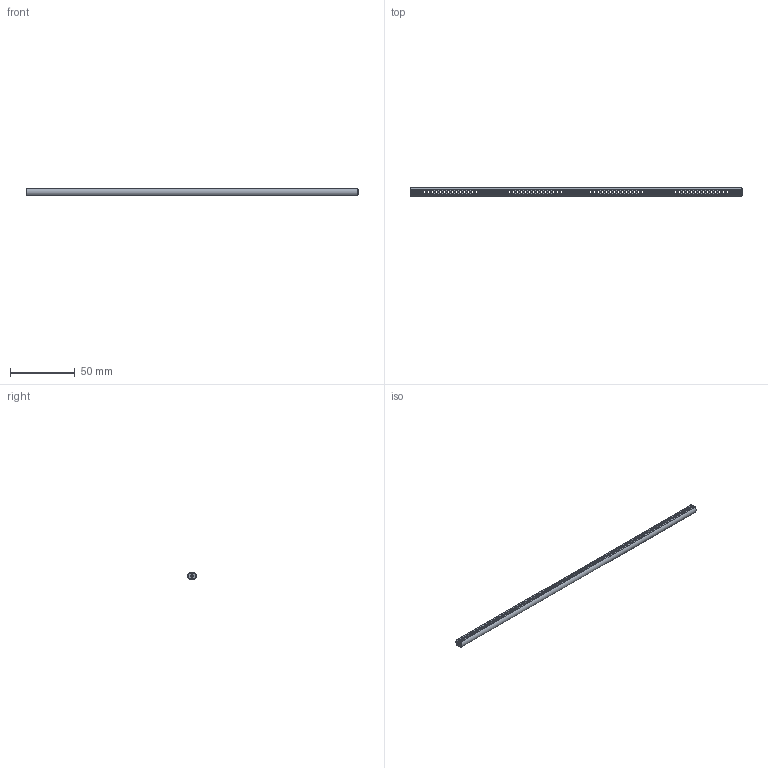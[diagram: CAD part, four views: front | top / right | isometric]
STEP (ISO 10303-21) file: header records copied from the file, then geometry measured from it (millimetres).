
FILE_DESCRIPTION(('FreeCAD Model'),'2;1');
FILE_NAME('Open CASCADE Shape Model','2024-06-18T15:42:07',(''),(''), 'Open CASCADE STEP processor 7.6','FreeCAD','Unknown');
FILE_SCHEMA(('AUTOMOTIVE_DESIGN { 1 0 10303 214 1 1 1 1 }'));
Length unit declared in the file: millimetre
Products named in the file (1): Shaft IDX BU20.50 - SPN-SFT-0202 (stemfie.org)
Bounding box: 256.25 x 6.6 x 5 mm (x, y, z)
Volume: 5848.9 mm3; surface area: 7359 mm2
Topology: 1 solids, 1 shells, 885 faces, 2727 edges, 1706 vertices
Faces by surface type: plane 308, cylinder 249, cone 168, extrusion 160
Full cylindrical faces by diameter (mm): 2 x247
Entity records: 31325 total; most frequent: CARTESIAN_POINT 6279, ORIENTED_EDGE 5454, DIRECTION 5029, EDGE_CURVE 2727, AXIS2_PLACEMENT_3D 1736, VERTEX_POINT 1706, VECTOR 1557, LINE 1397
